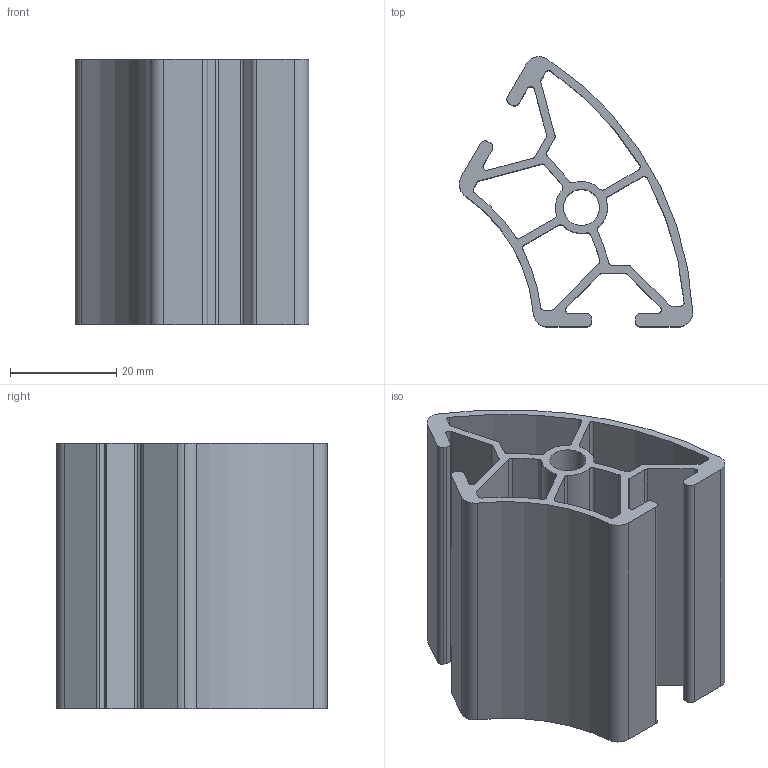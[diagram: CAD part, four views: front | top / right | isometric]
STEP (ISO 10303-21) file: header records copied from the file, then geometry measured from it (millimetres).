
FILE_DESCRIPTION (( 'STEP AP214' ), '1' );
FILE_NAME ('BASE08H0030-Profilé 8 R30_60-60°.step', '2023-03-24T09:51:20', ( 'Altae' ), ( '' ), 'SwSTEP 2.0', 'SolidWorks 2021', '' );
FILE_SCHEMA (( 'AUTOMOTIVE_DESIGN' ));
Length unit declared in the file: millimetre
Products named in the file (1): BASE08H0030-Profilé 8 R30_60-60°
Bounding box: 43.98 x 50.89 x 50 mm (x, y, z)
Volume: 20621.2 mm3; surface area: 23511.7 mm2
Topology: 1 solids, 1 shells, 107 faces, 315 edges, 210 vertices
Faces by surface type: cylinder 73, plane 34
Entity records: 3689 total; most frequent: DIRECTION 677, CARTESIAN_POINT 633, ORIENTED_EDGE 630, EDGE_CURVE 315, AXIS2_PLACEMENT_3D 254, VERTEX_POINT 210, LINE 169, VECTOR 169
